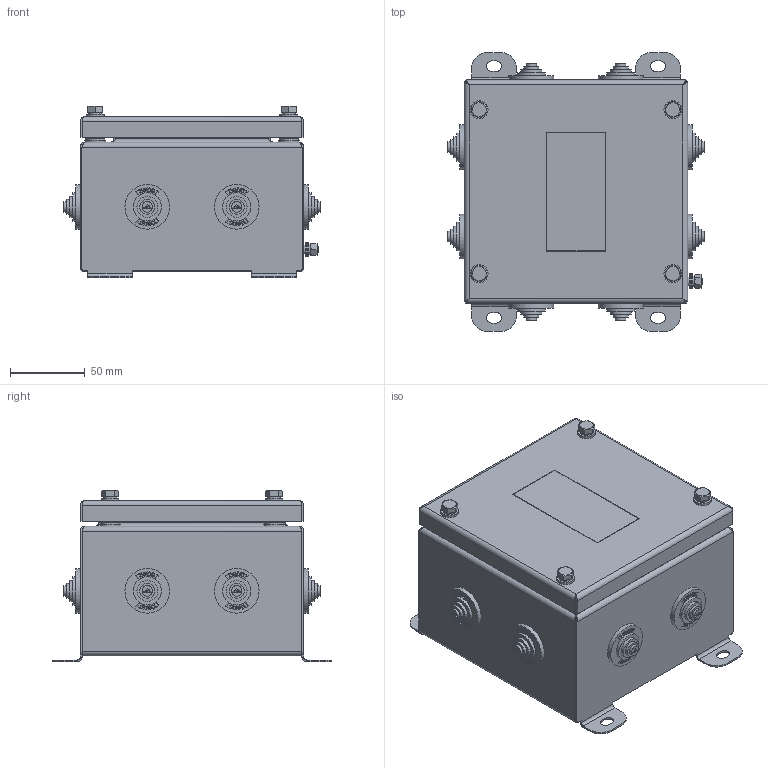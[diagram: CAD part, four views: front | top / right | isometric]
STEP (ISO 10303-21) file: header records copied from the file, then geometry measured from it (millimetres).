
FILE_DESCRIPTION(('STEP AP203'), '1');
FILE_NAME('ﾊﾌ-ﾀ-1515 IP55', '', ('UNSPECIFIED'), ('UNSPECIFIED'), 'ASCON STEP Converter 1.6', 'ASCON Math Kernel', '');
FILE_SCHEMA(('CONFIG_CONTROL_DESIGN'));
Length unit declared in the file: millimetre
Bounding box: 172.5 x 186.95 x 115.2 mm (x, y, z)
Volume: 205511.7 mm3; surface area: 285101.2 mm2
Topology: 6 solids, 6 shells, 2257 faces, 5528 edges, 3602 vertices
Faces by surface type: plane 1569, extrusion 288, cylinder 278, cone 64, bspline 44, torus 14
Full cylindrical faces by diameter (mm): 3 x10, 3.242 x1, 3.7 x1, 4 x3, 4.5 x6, 5 x2, 5.5 x4, 6 x10, 6.5 x1, 6.6 x8, 7 x16, 7.5 x2, 8 x8, 9 x8, 10 x10, 11 x8, 12 x6, 13 x8, 14 x12, 15 x8, 18 x2, 18.5 x8, 19 x8, 20.2 x8, 20.5 x8, 24 x8, 30 x8
Entity records: 94337 total; most frequent: CARTESIAN_POINT 25052, ORIENTED_EDGE 10536, DIRECTION 9282, EDGE_CURVE 5268, VECTOR 4050, LINE 3762, VERTEX_POINT 3602, EDGE_LOOP 2890
